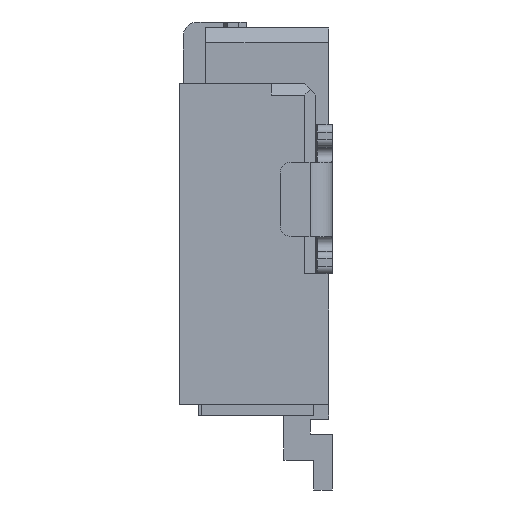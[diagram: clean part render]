
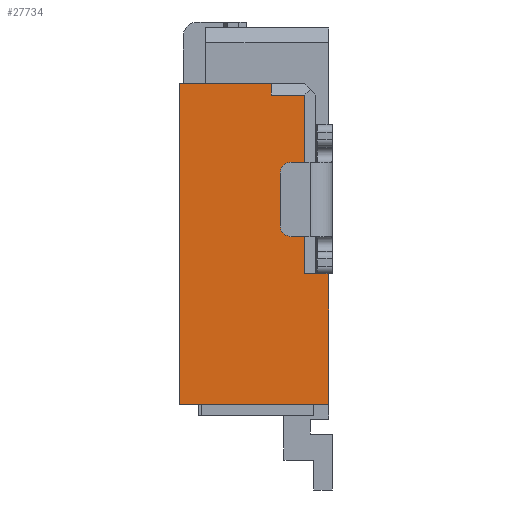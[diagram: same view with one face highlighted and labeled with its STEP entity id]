
A CAD part, left-side view. The second image highlights one B-rep face of the part: STEP entity #27734.
In plain terms, the highlighted planar face has unit normal (-1, 0, 0).
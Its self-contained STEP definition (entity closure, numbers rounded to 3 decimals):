
#4=DIRECTION('',(0.,-1.,0.));
#5=VECTOR('',#4,0.15);
#6=CARTESIAN_POINT('',(-10.9,-0.552,-3.38));
#7=LINE('',#6,#5);
#12=DIRECTION('',(0.,0.,-1.));
#13=VECTOR('',#12,1.75);
#14=CARTESIAN_POINT('',(-10.9,-0.702,-3.38));
#15=LINE('',#14,#13);
#19=DIRECTION('',(0.,1.,0.));
#20=VECTOR('',#19,2.);
#21=CARTESIAN_POINT('',(-10.9,-0.702,-5.13));
#22=LINE('',#21,#20);
#26=DIRECTION('',(0.,0.,1.));
#27=VECTOR('',#26,4.3);
#28=CARTESIAN_POINT('',(-10.9,1.298,-5.13));
#29=LINE('',#28,#27);
#33=DIRECTION('',(0.,-1.,0.));
#34=VECTOR('',#33,1.23);
#35=CARTESIAN_POINT('',(-10.9,1.298,-0.83));
#36=LINE('',#35,#34);
#40=DIRECTION('',(0.,0.,1.));
#41=VECTOR('',#40,0.15);
#42=CARTESIAN_POINT('',(-10.9,0.068,-0.98));
#43=LINE('',#42,#41);
#47=DIRECTION('',(0.,1.,0.));
#48=VECTOR('',#47,0.45);
#49=CARTESIAN_POINT('',(-10.9,-0.382,-0.98));
#50=LINE('',#49,#48);
#54=DIRECTION('',(0.,0.,1.));
#55=VECTOR('',#54,2.4);
#56=CARTESIAN_POINT('',(-10.9,-0.382,-3.38));
#57=LINE('',#56,#55);
#61=DIRECTION('',(0.,-1.,0.));
#62=VECTOR('',#61,0.17);
#63=CARTESIAN_POINT('',(-10.9,-0.382,-3.38));
#64=LINE('',#63,#62);
#23375=CARTESIAN_POINT('',(-10.9,-0.702,-5.13));
#23376=CARTESIAN_POINT('',(-10.9,1.298,-5.13));
#23377=VERTEX_POINT('',#23375);
#23378=VERTEX_POINT('',#23376);
#23379=CARTESIAN_POINT('',(-10.9,1.298,-0.83));
#23380=VERTEX_POINT('',#23379);
#23475=CARTESIAN_POINT('',(-10.9,-0.382,-3.38));
#23476=VERTEX_POINT('',#23475);
#23547=CARTESIAN_POINT('',(-10.9,0.068,-0.98));
#23548=CARTESIAN_POINT('',(-10.9,0.068,-0.83));
#23549=VERTEX_POINT('',#23547);
#23550=VERTEX_POINT('',#23548);
#23551=CARTESIAN_POINT('',(-10.9,-0.382,-0.98));
#23552=VERTEX_POINT('',#23551);
#23621=CARTESIAN_POINT('',(-10.9,-0.552,-3.38));
#23622=CARTESIAN_POINT('',(-10.9,-0.702,-3.38));
#23623=VERTEX_POINT('',#23621);
#23624=VERTEX_POINT('',#23622);
#27709=CARTESIAN_POINT('',(-10.9,0.,0.));
#27710=DIRECTION('',(1.,0.,0.));
#27711=DIRECTION('',(0.,0.,-1.));
#27712=AXIS2_PLACEMENT_3D('',#27709,#27710,#27711);
#27713=PLANE('',#27712);
#27715=ORIENTED_EDGE('',*,*,#27714,.T.);
#27717=ORIENTED_EDGE('',*,*,#27716,.T.);
#27719=ORIENTED_EDGE('',*,*,#27718,.T.);
#27721=ORIENTED_EDGE('',*,*,#27720,.T.);
#27723=ORIENTED_EDGE('',*,*,#27722,.T.);
#27725=ORIENTED_EDGE('',*,*,#27724,.F.);
#27727=ORIENTED_EDGE('',*,*,#27726,.F.);
#27729=ORIENTED_EDGE('',*,*,#27728,.F.);
#27731=ORIENTED_EDGE('',*,*,#27730,.T.);
#27732=EDGE_LOOP('',(#27715,#27717,#27719,#27721,#27723,#27725,#27727,#27729,
#27731));
#27733=FACE_OUTER_BOUND('',#27732,.F.);
#27714=EDGE_CURVE('',#23623,#23624,#7,.T.);
#27716=EDGE_CURVE('',#23624,#23377,#15,.T.);
#27718=EDGE_CURVE('',#23377,#23378,#22,.T.);
#27720=EDGE_CURVE('',#23378,#23380,#29,.T.);
#27722=EDGE_CURVE('',#23380,#23550,#36,.T.);
#27724=EDGE_CURVE('',#23549,#23550,#43,.T.);
#27726=EDGE_CURVE('',#23552,#23549,#50,.T.);
#27728=EDGE_CURVE('',#23476,#23552,#57,.T.);
#27730=EDGE_CURVE('',#23476,#23623,#64,.T.);
#27734=ADVANCED_FACE('',(#27733),#27713,.F.);
